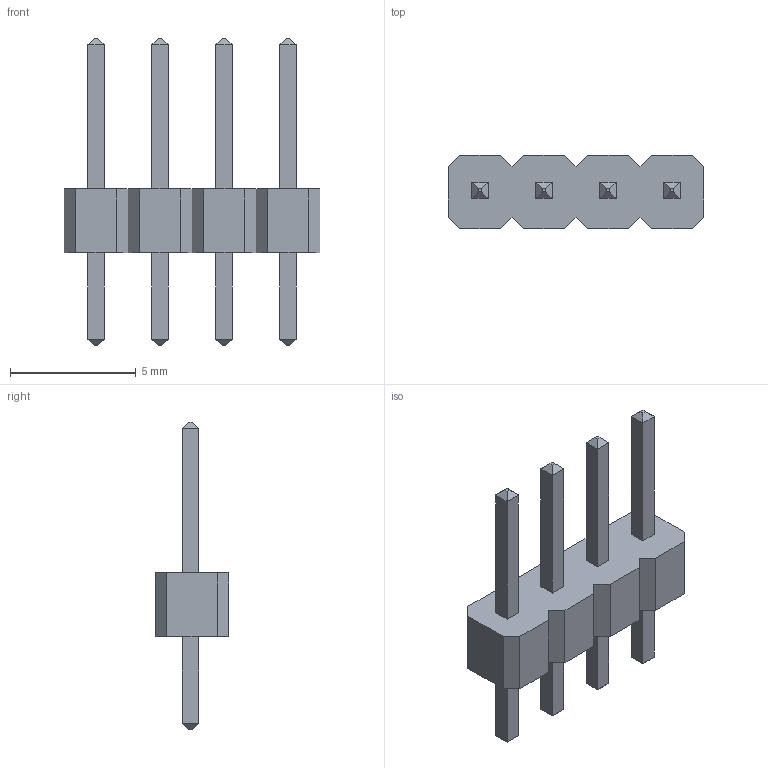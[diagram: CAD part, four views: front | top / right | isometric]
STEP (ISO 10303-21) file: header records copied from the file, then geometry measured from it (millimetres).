
FILE_DESCRIPTION(('FreeCAD Model'),'2;1');
FILE_NAME('User Library-pin header 1x4_User Library-PinHeaderX5-1_PinHeaderX5_Body_1_1_sp.step', '2017-10-01T00:03:51',('kicad StepUp'),('ksu MCAD'), 'Open CASCADE STEP processor 6.8','FreeCAD','Unknown');
FILE_SCHEMA(('AUTOMOTIVE_DESIGN_CC2 { 1 2 10303 214 -1 1 5 4 }'));
Length unit declared in the file: millimetre
Products named in the file (1): User_Library-pin_header_1x4_User_Library-PinHeaderX5-1_PinHeaderX5_
Body_1_1_sp
Bounding box: 10.16 x 2.92 x 12.19 mm (x, y, z)
Volume: 86.4 mm3; surface area: 220.5 mm2
Topology: 1 solids, 1 shells, 100 faces, 238 edges, 148 vertices
Faces by surface type: plane 100
Entity records: 3499 total; most frequent: CARTESIAN_POINT 487, ORIENTED_EDGE 476, DIRECTION 440, EDGE_CURVE 238, LINE 238, VECTOR 238, VERTEX_POINT 148, FACE_BOUND 108
